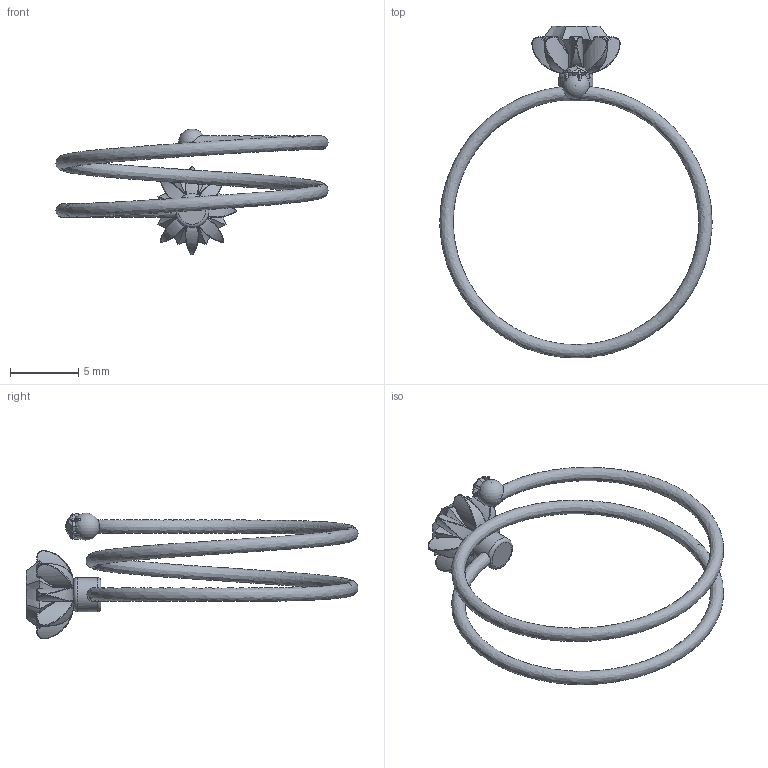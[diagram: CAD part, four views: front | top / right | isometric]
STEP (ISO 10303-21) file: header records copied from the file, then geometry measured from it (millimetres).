
FILE_DESCRIPTION(('FreeCAD Model'),'2;1');
FILE_NAME('Open CASCADE Shape Model','2025-04-27T17:43:59',('FreeCAD'),( 'FreeCAD'),'Open CASCADE STEP processor 7.6','FreeCAD','Unknown');
FILE_SCHEMA(('AUTOMOTIVE_DESIGN { 1 0 10303 214 1 1 1 1 }'));
Length unit declared in the file: millimetre
Products named in the file (1): Open CASCADE STEP translator 7.6 1
Bounding box: 20.01 x 24.4 x 9.25 mm (x, y, z)
Volume: 160.8 mm3; surface area: 566.6 mm2
Topology: 6 solids, 6 shells, 344 faces, 811 edges, 480 vertices
Faces by surface type: bspline 141, torus 56, plane 53, cylinder 48, cone 37, sphere 9
Full cylindrical faces by diameter (mm): 2.5 x1
Entity records: 15312 total; most frequent: CARTESIAN_POINT 8388, ORIENTED_EDGE 1616, DIRECTION 1173, EDGE_CURVE 808, AXIS2_PLACEMENT_3D 538, VERTEX_POINT 479, B_SPLINE_CURVE_WITH_KNOTS 377, FACE_BOUND 347
